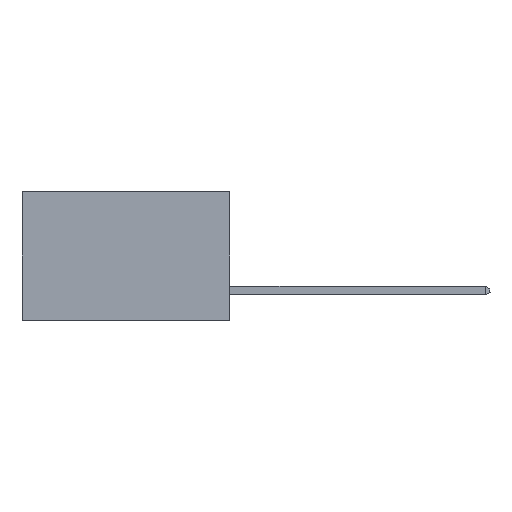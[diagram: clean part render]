
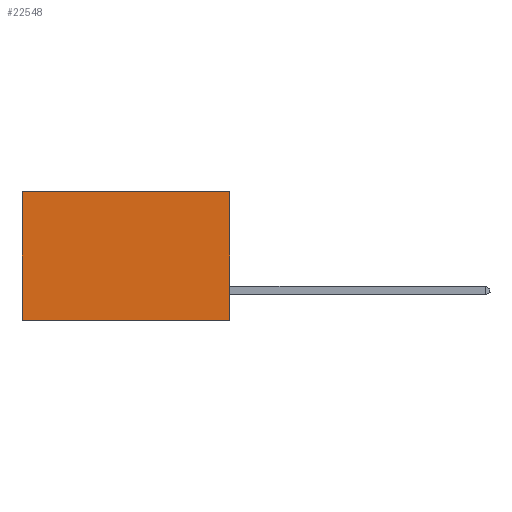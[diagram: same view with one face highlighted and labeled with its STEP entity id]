
A CAD part, left-side view. The second image highlights one B-rep face of the part: STEP entity #22548.
In plain terms, the highlighted planar face has unit normal (-1, 0, 0).
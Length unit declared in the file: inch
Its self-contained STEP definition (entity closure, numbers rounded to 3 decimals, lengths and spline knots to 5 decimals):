
#206 = DIRECTION ( 'NONE',  ( 0., 1., 0. ) ) ;
#981 = VECTOR ( 'NONE', #1592, 39.37008 ) ;
#1100 = CARTESIAN_POINT ( 'NONE',  ( 0.298, 0., 0. ) ) ;
#1332 = VECTOR ( 'NONE', #14363, 39.37008 ) ;
#1530 = EDGE_CURVE ( 'NONE', #7443, #4424, #15943, .T. ) ;
#1592 = DIRECTION ( 'NONE',  ( 0., 0., -1. ) ) ;
#1607 = DIRECTION ( 'NONE',  ( 0., 1., 0. ) ) ;
#3654 = EDGE_LOOP ( 'NONE', ( #3970, #22054, #18188, #7718 ) ) ;
#3662 = CARTESIAN_POINT ( 'NONE',  ( 0.298, 0.6, -0.37 ) ) ;
#3970 = ORIENTED_EDGE ( 'NONE', *, *, #21359, .T. ) ;
#4424 = VERTEX_POINT ( 'NONE', #24462 ) ;
#7210 = LINE ( 'NONE', #1100, #1332 ) ;
#7443 = VERTEX_POINT ( 'NONE', #7974 ) ;
#7718 = ORIENTED_EDGE ( 'NONE', *, *, #1530, .T. ) ;
#7974 = CARTESIAN_POINT ( 'NONE',  ( 0.298, 0., 0. ) ) ;
#8433 = AXIS2_PLACEMENT_3D ( 'NONE', #14639, #20401, #13054 ) ;
#9864 = CARTESIAN_POINT ( 'NONE',  ( 0.298, 0., 0. ) ) ;
#10984 = PLANE ( 'NONE',  #8433 ) ;
#11134 = CARTESIAN_POINT ( 'NONE',  ( 0.298, 0., -0.37 ) ) ;
#12378 = VERTEX_POINT ( 'NONE', #3662 ) ;
#12952 = CARTESIAN_POINT ( 'NONE',  ( 0.298, 0.6, 0. ) ) ;
#13054 = DIRECTION ( 'NONE',  ( 0., 0., -1. ) ) ;
#13430 = FACE_OUTER_BOUND ( 'NONE', #3654, .T. ) ;
#14140 = VECTOR ( 'NONE', #1607, 39.37008 ) ;
#14363 = DIRECTION ( 'NONE',  ( 0., 0., -1. ) ) ;
#14639 = CARTESIAN_POINT ( 'NONE',  ( 0.298, 0., 0. ) ) ;
#15082 = LINE ( 'NONE', #11134, #14140 ) ;
#15943 = LINE ( 'NONE', #9864, #20467 ) ;
#16665 = EDGE_CURVE ( 'NONE', #17730, #12378, #15082, .T. ) ;
#16899 = CARTESIAN_POINT ( 'NONE',  ( 0.298, 0., -0.37 ) ) ;
#17730 = VERTEX_POINT ( 'NONE', #16899 ) ;
#18188 = ORIENTED_EDGE ( 'NONE', *, *, #19071, .F. ) ;
#19071 = EDGE_CURVE ( 'NONE', #7443, #17730, #7210, .T. ) ;
#20401 = DIRECTION ( 'NONE',  ( 1., 0., 0. ) ) ;
#20467 = VECTOR ( 'NONE', #206, 39.37008 ) ;
#21359 = EDGE_CURVE ( 'NONE', #4424, #12378, #22408, .T. ) ;
#22054 = ORIENTED_EDGE ( 'NONE', *, *, #16665, .F. ) ;
#22408 = LINE ( 'NONE', #12952, #981 ) ;
#22548 = ADVANCED_FACE ( 'NONE', ( #13430 ), #10984, .F. ) ;
#24462 = CARTESIAN_POINT ( 'NONE',  ( 0.298, 0.6, 0. ) ) ;
